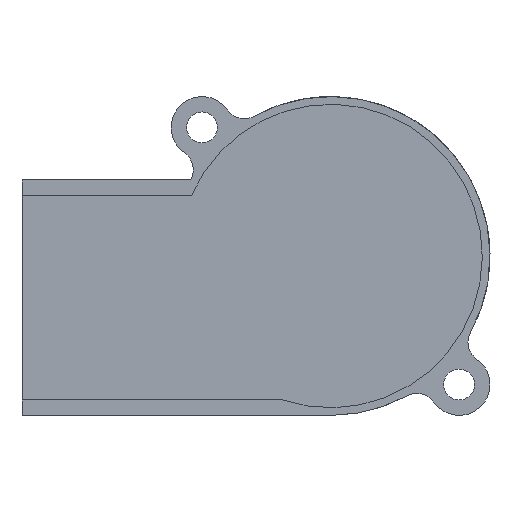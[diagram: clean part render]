
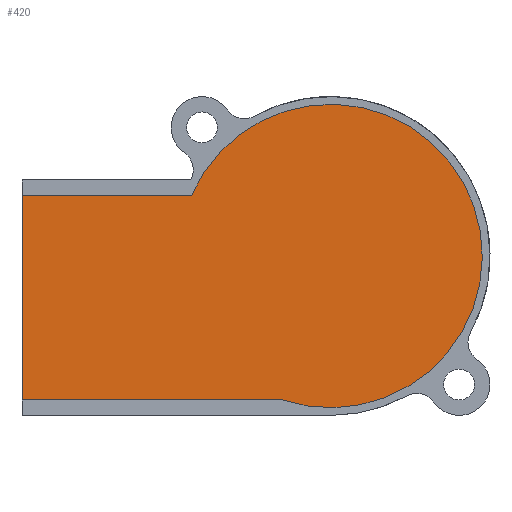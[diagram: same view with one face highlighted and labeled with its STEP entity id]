
A CAD part, front view. The second image highlights one B-rep face of the part: STEP entity #420.
In plain terms, the highlighted planar face has unit normal (0, -1, 0).
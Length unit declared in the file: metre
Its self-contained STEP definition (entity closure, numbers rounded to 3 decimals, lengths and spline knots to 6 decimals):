
#22=PLANE('',#480);
#33=CIRCLE('',#452,0.0295);
#149=ORIENTED_EDGE('',*,*,#183,.F.);
#150=ORIENTED_EDGE('',*,*,#195,.F.);
#151=ORIENTED_EDGE('',*,*,#200,.T.);
#152=ORIENTED_EDGE('',*,*,#202,.F.);
#183=EDGE_CURVE('',#242,#243,#276,.T.);
#195=EDGE_CURVE('',#251,#242,#288,.T.);
#200=EDGE_CURVE('',#251,#253,#293,.T.);
#202=EDGE_CURVE('',#243,#253,#33,.T.);
#242=VERTEX_POINT('',#648);
#243=VERTEX_POINT('',#650);
#251=VERTEX_POINT('',#672);
#253=VERTEX_POINT('',#680);
#276=LINE('',#649,#309);
#288=LINE('',#673,#321);
#293=LINE('',#681,#326);
#309=VECTOR('',#512,1.);
#321=VECTOR('',#530,1.);
#326=VECTOR('',#537,1.);
#358=EDGE_LOOP('',(#149,#150,#151,#152));
#387=FACE_BOUND('',#358,.T.);
#420=ADVANCED_FACE('',(#387),#22,.F.);
#452=AXIS2_PLACEMENT_3D('',#684,#542,#543);
#480=AXIS2_PLACEMENT_3D('',#728,#602,#603);
#512=DIRECTION('',(1.,0.,0.));
#530=DIRECTION('',(0.,0.,1.));
#537=DIRECTION('',(1.,0.,0.));
#542=DIRECTION('',(0.,1.,0.));
#543=DIRECTION('',(0.,0.,1.));
#602=DIRECTION('',(0.,1.,0.));
#603=DIRECTION('',(-1.,0.,0.));
#648=CARTESIAN_POINT('',(-0.1075,0.04,0.047987));
#649=CARTESIAN_POINT('',(-0.091836,0.04,0.047987));
#650=CARTESIAN_POINT('',(-0.074543,0.04,0.047987));
#672=CARTESIAN_POINT('',(-0.1075,0.04,0.0082));
#673=CARTESIAN_POINT('',(-0.1075,0.04,0.028093));
#680=CARTESIAN_POINT('',(-0.056787,0.04,0.0082));
#681=CARTESIAN_POINT('',(-0.084152,0.04,0.0082));
#684=CARTESIAN_POINT('',(-0.0475,0.04,0.0362));
#728=CARTESIAN_POINT('',(-0.062,0.04,0.0362));
